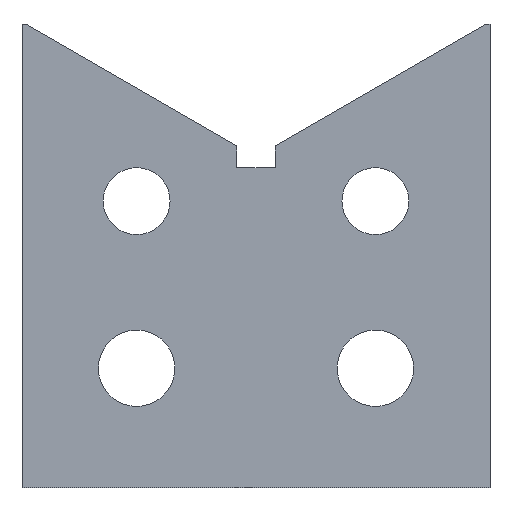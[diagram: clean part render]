
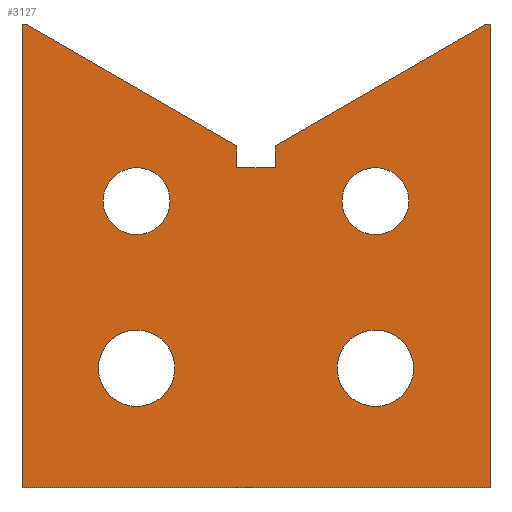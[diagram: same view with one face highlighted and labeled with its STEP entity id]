
A CAD part, front view. The second image highlights one B-rep face of the part: STEP entity #3127.
In plain terms, the highlighted planar face has unit normal (0, -1, 0).
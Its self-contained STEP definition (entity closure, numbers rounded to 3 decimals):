
#1099=VERTEX_POINT('',#3258);
#1303=EDGE_CURVE('',#3105,#2927,#3484,.T.);
#1373=VERTEX_POINT('',#3565);
#1387=EDGE_CURVE('',#2307,#2263,#3579,.T.);
#1413=EDGE_CURVE('',#1713,#1579,#3608,.T.);
#1427=VERTEX_POINT('',#3623);
#1451=VERTEX_POINT('',#3649);
#1525=VERTEX_POINT('',#3733);
#1541=EDGE_CURVE('',#1451,#1373,#3750,.T.);
#1551=EDGE_CURVE('',#2333,#2723,#3760,.T.);
#1565=EDGE_CURVE('',#2723,#2333,#3774,.T.);
#1579=VERTEX_POINT('',#3791);
#1713=VERTEX_POINT('',#3941);
#1899=EDGE_CURVE('',#1373,#1099,#4147,.T.);
#1967=VERTEX_POINT('',#4224);
#2115=EDGE_CURVE('',#1099,#1713,#4392,.T.);
#2263=VERTEX_POINT('',#4557);
#2307=VERTEX_POINT('',#4604);
#2333=VERTEX_POINT('',#4632);
#2589=EDGE_CURVE('',#1525,#2955,#4917,.T.);
#2627=EDGE_CURVE('',#2955,#1525,#4960,.T.);
#2669=EDGE_CURVE('',#2879,#3045,#5003,.T.);
#2703=EDGE_CURVE('',#1427,#1967,#5043,.T.);
#2723=VERTEX_POINT('',#5065);
#2737=EDGE_CURVE('',#1579,#3139,#5081,.T.);
#2749=EDGE_CURVE('',#2927,#3105,#5095,.T.);
#2781=EDGE_CURVE('',#1967,#2879,#5134,.T.);
#2879=VERTEX_POINT('',#5252);
#2889=EDGE_CURVE('',#3139,#1427,#5263,.T.);
#2927=VERTEX_POINT('',#5304);
#2929=EDGE_CURVE('',#3045,#1451,#5306,.T.);
#2955=VERTEX_POINT('',#5335);
#3003=EDGE_CURVE('',#2263,#2307,#5391,.T.);
#3045=VERTEX_POINT('',#5441);
#3105=VERTEX_POINT('',#5506);
#3127=ADVANCED_FACE('',(#5531,#5532,#5533,#5534,#5535),#5536,.T.);
#3139=VERTEX_POINT('',#5550);
#3258=CARTESIAN_POINT('',(74.,-25.0,72.));
#3484=CIRCLE('',#5964,7.0);
#3565=CARTESIAN_POINT('',(74.,-25.0,-25.));
#3579=CIRCLE('',#6087,8.0);
#3608=LINE('',#6127,#6128);
#3623=CARTESIAN_POINT('',(21.,-25.0,42.));
#3649=CARTESIAN_POINT('',(-24.,-25.0,-25.));
#3733=CARTESIAN_POINT('',(-7.,-25.0,35.));
#3750=LINE('',#6317,#6318);
#3760=CIRCLE('',#6333,8.0);
#3774=CIRCLE('',#6354,8.0);
#3791=CARTESIAN_POINT('',(29.,-25.0,46.574));
#3941=CARTESIAN_POINT('',(73.038,-25.0,72.));
#4147=LINE('',#6845,#6846);
#4224=CARTESIAN_POINT('',(21.,-25.0,46.574));
#4392=LINE('',#7156,#7157);
#4557=CARTESIAN_POINT('',(-8.,-25.0,0.));
#4604=CARTESIAN_POINT('',(8.,-25.0,0.));
#4632=CARTESIAN_POINT('',(58.,-25.0,0.));
#4917=CIRCLE('',#7844,7.0);
#4960=CIRCLE('',#7901,7.0);
#5003=LINE('',#7961,#7962);
#5043=LINE('',#8014,#8015);
#5065=CARTESIAN_POINT('',(42.,-25.0,0.));
#5081=LINE('',#8065,#8066);
#5095=CIRCLE('',#8083,7.0);
#5134=LINE('',#8130,#8131);
#5252=CARTESIAN_POINT('',(-23.038,-25.0,72.));
#5263=LINE('',#8292,#8293);
#5304=CARTESIAN_POINT('',(43.,-25.0,35.));
#5306=LINE('',#8349,#8350);
#5335=CARTESIAN_POINT('',(7.,-25.0,35.));
#5391=CIRCLE('',#8452,8.0);
#5441=CARTESIAN_POINT('',(-24.,-25.0,72.));
#5506=CARTESIAN_POINT('',(57.,-25.0,35.));
#5531=FACE_BOUND('',#8629,.T.);
#5532=FACE_BOUND('',#8630,.T.);
#5533=FACE_BOUND('',#8631,.T.);
#5534=FACE_BOUND('',#8632,.T.);
#5535=FACE_OUTER_BOUND('',#8633,.T.);
#5536=PLANE('',#8634);
#5550=CARTESIAN_POINT('',(29.,-25.0,42.));
#5964=AXIS2_PLACEMENT_3D('',#9086,#9087,#9088);
#6087=AXIS2_PLACEMENT_3D('',#9218,#9219,#9220);
#6127=CARTESIAN_POINT('',(73.038,-25.0,72.));
#6128=VECTOR('',#9255,1.0);
#6317=CARTESIAN_POINT('',(-24.,-25.0,-25.));
#6318=VECTOR('',#9451,1.0);
#6333=AXIS2_PLACEMENT_3D('',#9459,#9460,#9461);
#6354=AXIS2_PLACEMENT_3D('',#9475,#9476,#9477);
#6845=CARTESIAN_POINT('',(74.,-25.0,-25.));
#6846=VECTOR('',#9981,1.0);
#7156=CARTESIAN_POINT('',(74.,-25.0,72.));
#7157=VECTOR('',#10321,1.0);
#7844=AXIS2_PLACEMENT_3D('',#11018,#11019,#11020);
#7901=AXIS2_PLACEMENT_3D('',#11080,#11081,#11082);
#7961=CARTESIAN_POINT('',(-23.038,-25.0,72.));
#7962=VECTOR('',#11124,1.0);
#8014=CARTESIAN_POINT('',(21.,-25.0,42.));
#8015=VECTOR('',#11196,1.0);
#8065=CARTESIAN_POINT('',(29.,-25.0,46.574));
#8066=VECTOR('',#11252,1.0);
#8083=AXIS2_PLACEMENT_3D('',#11275,#11276,#11277);
#8130=CARTESIAN_POINT('',(21.,-25.0,46.574));
#8131=VECTOR('',#11345,1.0);
#8292=CARTESIAN_POINT('',(29.,-25.0,42.));
#8293=VECTOR('',#11559,1.0);
#8349=CARTESIAN_POINT('',(-24.,-25.0,72.));
#8350=VECTOR('',#11605,1.0);
#8452=AXIS2_PLACEMENT_3D('',#11727,#11728,#11729);
#8629=EDGE_LOOP('',(#11930,#11931));
#8630=EDGE_LOOP('',(#11932,#11933));
#8631=EDGE_LOOP('',(#11934,#11935));
#8632=EDGE_LOOP('',(#11936,#11937));
#8633=EDGE_LOOP('',(#11938,#11939,#11940,#11941,#11942,#11943,#11944,#11945,#11946,#11947));
#8634=AXIS2_PLACEMENT_3D('',#11948,#11949,#11950);
#9086=CARTESIAN_POINT('',(50.,-25.0,35.));
#9087=DIRECTION('',(-0.0,1.0,0.0));
#9088=DIRECTION('',(1.0,0.0,0.0));
#9218=CARTESIAN_POINT('',(0.,-25.0,0.));
#9219=DIRECTION('',(-0.0,1.0,0.0));
#9220=DIRECTION('',(1.0,0.0,0.0));
#9255=DIRECTION('',(-0.866,0.0,-0.5));
#9451=DIRECTION('',(1.0,0.0,0.0));
#9459=CARTESIAN_POINT('',(50.,-25.0,0.));
#9460=DIRECTION('',(-0.0,1.0,0.0));
#9461=DIRECTION('',(1.0,0.0,0.0));
#9475=CARTESIAN_POINT('',(50.,-25.0,0.));
#9476=DIRECTION('',(-0.0,1.0,0.0));
#9477=DIRECTION('',(1.0,0.0,0.0));
#9981=DIRECTION('',(0.0,0.0,1.0));
#10321=DIRECTION('',(-1.0,0.0,0.0));
#11018=CARTESIAN_POINT('',(0.,-25.0,35.));
#11019=DIRECTION('',(-0.0,1.0,0.0));
#11020=DIRECTION('',(1.0,0.0,0.0));
#11080=CARTESIAN_POINT('',(0.,-25.0,35.));
#11081=DIRECTION('',(-0.0,1.0,0.0));
#11082=DIRECTION('',(1.0,0.0,0.0));
#11124=DIRECTION('',(-1.0,0.0,0.0));
#11196=DIRECTION('',(0.0,0.0,1.0));
#11252=DIRECTION('',(0.0,0.0,-1.0));
#11275=CARTESIAN_POINT('',(50.,-25.0,35.));
#11276=DIRECTION('',(-0.0,1.0,0.0));
#11277=DIRECTION('',(1.0,0.0,0.0));
#11345=DIRECTION('',(-0.866,0.0,0.5));
#11559=DIRECTION('',(-1.0,0.0,0.0));
#11605=DIRECTION('',(0.0,0.0,-1.0));
#11727=CARTESIAN_POINT('',(0.,-25.0,0.));
#11728=DIRECTION('',(-0.0,1.0,0.0));
#11729=DIRECTION('',(1.0,0.0,0.0));
#11930=ORIENTED_EDGE('',*,*,#3003,.T.);
#11931=ORIENTED_EDGE('',*,*,#1387,.T.);
#11932=ORIENTED_EDGE('',*,*,#1565,.T.);
#11933=ORIENTED_EDGE('',*,*,#1551,.T.);
#11934=ORIENTED_EDGE('',*,*,#2589,.T.);
#11935=ORIENTED_EDGE('',*,*,#2627,.T.);
#11936=ORIENTED_EDGE('',*,*,#2749,.T.);
#11937=ORIENTED_EDGE('',*,*,#1303,.T.);
#11938=ORIENTED_EDGE('',*,*,#1899,.T.);
#11939=ORIENTED_EDGE('',*,*,#2115,.T.);
#11940=ORIENTED_EDGE('',*,*,#1413,.T.);
#11941=ORIENTED_EDGE('',*,*,#2737,.T.);
#11942=ORIENTED_EDGE('',*,*,#2889,.T.);
#11943=ORIENTED_EDGE('',*,*,#2703,.T.);
#11944=ORIENTED_EDGE('',*,*,#2781,.T.);
#11945=ORIENTED_EDGE('',*,*,#2669,.T.);
#11946=ORIENTED_EDGE('',*,*,#2929,.T.);
#11947=ORIENTED_EDGE('',*,*,#1541,.T.);
#11948=CARTESIAN_POINT('',(25.,-25.0,21.848));
#11949=DIRECTION('',(0.0,-1.0,0.0));
#11950=DIRECTION('',(1.0,0.0,0.0));
